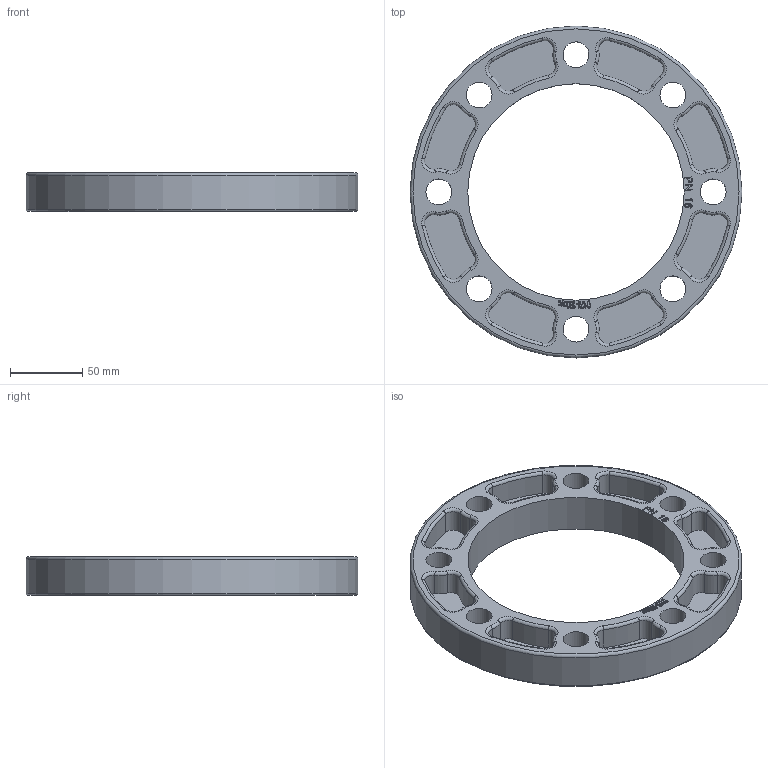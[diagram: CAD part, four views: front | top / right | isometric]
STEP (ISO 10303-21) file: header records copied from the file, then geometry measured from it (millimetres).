
FILE_DESCRIPTION(/* description */ (''),/* implementation_level */ '2;1');
FILE_NAME(/* name */ '125一190mm法兰.stp',/* time_stamp */ '2026-02-11T10:28:15+08:00',/* author */ (''),/* organization */ (''),/* preprocessor_version */ 'ST-DEVELOPER v16.7',/* originating_system */ 'SIEMENS PLM Software NX 12.0',/* authorisation */ '');
FILE_SCHEMA (('AUTOMOTIVE_DESIGN { 1 0 10303 214 3 1 1 1 }'));
Length unit declared in the file: millimetre
Products named in the file (1): Admi44986D9C9vfp
Bounding box: 230 x 230 x 27.1 mm (x, y, z)
Volume: 436734.4 mm3; surface area: 103657.9 mm2
Topology: 1 solids, 1 shells, 582 faces, 1519 edges, 994 vertices
Faces by surface type: plane 222, extrusion 214, cylinder 80, torus 66
Full cylindrical faces by diameter (mm): 5 x1, 7 x1, 18 x8, 150 x1, 230 x1
Entity records: 20035 total; most frequent: CARTESIAN_POINT 7004, ORIENTED_EDGE 2990, DIRECTION 1987, EDGE_CURVE 1495, VERTEX_POINT 984, B_SPLINE_CURVE_WITH_KNOTS 964, VECTOR 669, EDGE_LOOP 669
